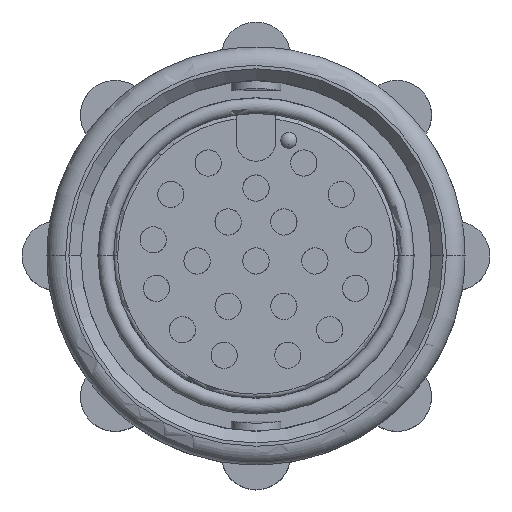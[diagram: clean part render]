
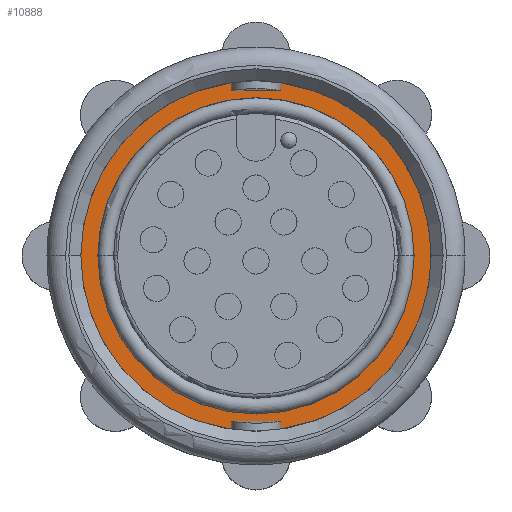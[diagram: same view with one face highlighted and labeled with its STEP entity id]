
A CAD part, top view. The second image highlights one B-rep face of the part: STEP entity #10888.
In plain terms, the highlighted planar face has unit normal (0, 0, 1).
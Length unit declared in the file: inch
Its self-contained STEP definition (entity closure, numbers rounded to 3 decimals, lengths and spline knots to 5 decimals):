
#67 = DIRECTION ( 'NONE',  ( 0., 1., 0. ) ) ;
#68 = CARTESIAN_POINT ( 'NONE',  ( 0.0625, 0., 0.02 ) ) ;
#69 = LINE ( 'NONE', #68, #1409 ) ;
#203 = DIRECTION ( 'NONE',  ( -1., 0., 0. ) ) ;
#204 = DIRECTION ( 'NONE',  ( 0., 0., 1. ) ) ;
#205 = CARTESIAN_POINT ( 'NONE',  ( 0., 0., 0.02 ) ) ;
#712 = EDGE_LOOP ( 'NONE', ( #2415, #2349 ) ) ;
#800 = EDGE_LOOP ( 'NONE', ( #2372, #2308, #2318, #2323, #2802, #2332, #2643, #2238, #2635 ) ) ;
#1047 = CARTESIAN_POINT ( 'NONE',  ( 0., 0., 0.02 ) ) ;
#1048 = DIRECTION ( 'NONE',  ( 0., 0., -1. ) ) ;
#1049 = DIRECTION ( 'NONE',  ( 1., 0., 0. ) ) ;
#1330 = AXIS2_PLACEMENT_3D ( 'NONE', #1047, #1048, #1049 ) ;
#1409 = VECTOR ( 'NONE', #67, 39.37008 ) ;
#1532 = AXIS2_PLACEMENT_3D ( 'NONE', #10680, #10679, #10678 ) ;
#1586 = AXIS2_PLACEMENT_3D ( 'NONE', #12036, #12035, #12034 ) ;
#1593 = AXIS2_PLACEMENT_3D ( 'NONE', #205, #204, #203 ) ;
#2238 = ORIENTED_EDGE ( 'NONE', *, *, #12234, .T. ) ;
#2308 = ORIENTED_EDGE ( 'NONE', *, *, #12337, .F. ) ;
#2318 = ORIENTED_EDGE ( 'NONE', *, *, #12382, .T. ) ;
#2323 = ORIENTED_EDGE ( 'NONE', *, *, #12217, .T. ) ;
#2332 = ORIENTED_EDGE ( 'NONE', *, *, #12421, .F. ) ;
#2349 = ORIENTED_EDGE ( 'NONE', *, *, #12448, .F. ) ;
#2372 = ORIENTED_EDGE ( 'NONE', *, *, #12187, .F. ) ;
#2415 = ORIENTED_EDGE ( 'NONE', *, *, #12142, .F. ) ;
#2635 = ORIENTED_EDGE ( 'NONE', *, *, #12159, .F. ) ;
#2643 = ORIENTED_EDGE ( 'NONE', *, *, #12378, .F. ) ;
#2802 = ORIENTED_EDGE ( 'NONE', *, *, #12388, .F. ) ;
#3619 = DIRECTION ( 'NONE',  ( 1., 0., 0. ) ) ;
#3620 = DIRECTION ( 'NONE',  ( 0., 0., -1. ) ) ;
#3621 = CARTESIAN_POINT ( 'NONE',  ( 0., 0., 0.02 ) ) ;
#3773 = DIRECTION ( 'NONE',  ( 0., -1., 0. ) ) ;
#3774 = CARTESIAN_POINT ( 'NONE',  ( -0.0625, 0., 0.02 ) ) ;
#3775 = LINE ( 'NONE', #3774, #10631 ) ;
#3794 = DIRECTION ( 'NONE',  ( -1., 0., 0. ) ) ;
#3795 = DIRECTION ( 'NONE',  ( 0., 0., 1. ) ) ;
#3799 = CARTESIAN_POINT ( 'NONE',  ( 0., 0., 0.02 ) ) ;
#3806 = DIRECTION ( 'NONE',  ( 0., 1., 0. ) ) ;
#3807 = CARTESIAN_POINT ( 'NONE',  ( 0.0625, 0., 0.02 ) ) ;
#3808 = LINE ( 'NONE', #3807, #10602 ) ;
#4046 = DIRECTION ( 'NONE',  ( 0., -1., 0. ) ) ;
#4047 = CARTESIAN_POINT ( 'NONE',  ( -0.0625, 0., 0.02 ) ) ;
#4048 = LINE ( 'NONE', #4047, #10654 ) ;
#4768 = DIRECTION ( 'NONE',  ( -1., 0., 0. ) ) ;
#4769 = DIRECTION ( 'NONE',  ( 0., 0., -1. ) ) ;
#4770 = CARTESIAN_POINT ( 'NONE',  ( 0., 0., 0.02 ) ) ;
#4774 = PLANE ( 'NONE',  #6246 ) ;
#6228 = FACE_OUTER_BOUND ( 'NONE', #800, .T. ) ;
#6246 = AXIS2_PLACEMENT_3D ( 'NONE', #4770, #4769, #4768 ) ;
#6257 = FACE_BOUND ( 'NONE', #712, .T. ) ;
#6356 = CARTESIAN_POINT ( 'NONE',  ( -0.44, 0., 0.02 ) ) ;
#6441 = CARTESIAN_POINT ( 'NONE',  ( -0.0625, 0.41532, 0.02 ) ) ;
#7403 = VERTEX_POINT ( 'NONE', #6441 ) ;
#7582 = VERTEX_POINT ( 'NONE', #6356 ) ;
#7695 = VERTEX_POINT ( 'NONE', #9598 ) ;
#7764 = VERTEX_POINT ( 'NONE', #9440 ) ;
#7770 = VERTEX_POINT ( 'NONE', #9431 ) ;
#7775 = VERTEX_POINT ( 'NONE', #9419 ) ;
#7777 = VERTEX_POINT ( 'NONE', #9417 ) ;
#7818 = VERTEX_POINT ( 'NONE', #9617 ) ;
#7824 = VERTEX_POINT ( 'NONE', #9638 ) ;
#7888 = VERTEX_POINT ( 'NONE', #9611 ) ;
#7915 = VERTEX_POINT ( 'NONE', #9466 ) ;
#8301 = DIRECTION ( 'NONE',  ( -1., 0., 0. ) ) ;
#8303 = DIRECTION ( 'NONE',  ( 0., 0., 1. ) ) ;
#8306 = CARTESIAN_POINT ( 'NONE',  ( 0., 0., 0.02 ) ) ;
#9417 = CARTESIAN_POINT ( 'NONE',  ( -0.0625, -0.41532, 0.02 ) ) ;
#9419 = CARTESIAN_POINT ( 'NONE',  ( -0.0625, -0.43554, 0.02 ) ) ;
#9431 = CARTESIAN_POINT ( 'NONE',  ( 0.0625, -0.43554, 0.02 ) ) ;
#9440 = CARTESIAN_POINT ( 'NONE',  ( -0.0625, 0.43554, 0.02 ) ) ;
#9466 = CARTESIAN_POINT ( 'NONE',  ( -0.39691, 0., 0.02 ) ) ;
#9598 = CARTESIAN_POINT ( 'NONE',  ( 0.39691, 0., 0.02 ) ) ;
#9611 = CARTESIAN_POINT ( 'NONE',  ( 0.0625, -0.41532, 0.02 ) ) ;
#9617 = CARTESIAN_POINT ( 'NONE',  ( 0.0625, 0.43554, 0.02 ) ) ;
#9638 = CARTESIAN_POINT ( 'NONE',  ( 0.0625, 0.41532, 0.02 ) ) ;
#10318 = AXIS2_PLACEMENT_3D ( 'NONE', #8306, #8303, #8301 ) ;
#10447 = AXIS2_PLACEMENT_3D ( 'NONE', #3621, #3620, #3619 ) ;
#10602 = VECTOR ( 'NONE', #3806, 39.37008 ) ;
#10615 = AXIS2_PLACEMENT_3D ( 'NONE', #3799, #3795, #3794 ) ;
#10631 = VECTOR ( 'NONE', #3773, 39.37008 ) ;
#10654 = VECTOR ( 'NONE', #4046, 39.37008 ) ;
#10678 = DIRECTION ( 'NONE',  ( -1., 0., 0. ) ) ;
#10679 = DIRECTION ( 'NONE',  ( 0., 0., 1. ) ) ;
#10680 = CARTESIAN_POINT ( 'NONE',  ( 0., 0., 0.02 ) ) ;
#10888 = ADVANCED_FACE ( 'NONE', ( #6228, #6257 ), #4774, .F. ) ;
#10946 = CIRCLE ( 'NONE', #1532, 0.44 ) ;
#11066 = CIRCLE ( 'NONE', #10318, 0.39691 ) ;
#11099 = CIRCLE ( 'NONE', #10447, 0.42 ) ;
#11102 = CIRCLE ( 'NONE', #1586, 0.44 ) ;
#11202 = CIRCLE ( 'NONE', #1330, 0.42 ) ;
#11244 = CIRCLE ( 'NONE', #1593, 0.39691 ) ;
#11264 = CIRCLE ( 'NONE', #10615, 0.44 ) ;
#12034 = DIRECTION ( 'NONE',  ( -1., 0., 0. ) ) ;
#12035 = DIRECTION ( 'NONE',  ( 0., 0., 1. ) ) ;
#12036 = CARTESIAN_POINT ( 'NONE',  ( 0., 0., 0.02 ) ) ;
#12142 = EDGE_CURVE ( 'NONE', #7915, #7695, #11244, .T. ) ;
#12159 = EDGE_CURVE ( 'NONE', #7824, #7818, #69, .T. ) ;
#12187 = EDGE_CURVE ( 'NONE', #7403, #7824, #11202, .T. ) ;
#12217 = EDGE_CURVE ( 'NONE', #7582, #7775, #10946, .T. ) ;
#12234 = EDGE_CURVE ( 'NONE', #7770, #7818, #11102, .T. ) ;
#12337 = EDGE_CURVE ( 'NONE', #7764, #7403, #4048, .T. ) ;
#12378 = EDGE_CURVE ( 'NONE', #7770, #7888, #3808, .T. ) ;
#12382 = EDGE_CURVE ( 'NONE', #7764, #7582, #11264, .T. ) ;
#12388 = EDGE_CURVE ( 'NONE', #7777, #7775, #3775, .T. ) ;
#12421 = EDGE_CURVE ( 'NONE', #7888, #7777, #11099, .T. ) ;
#12448 = EDGE_CURVE ( 'NONE', #7695, #7915, #11066, .T. ) ;
